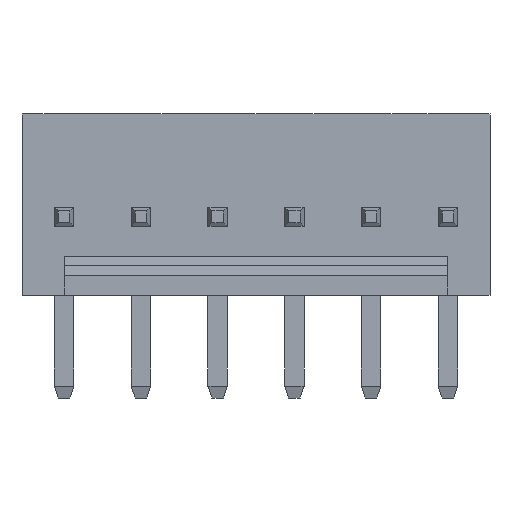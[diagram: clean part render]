
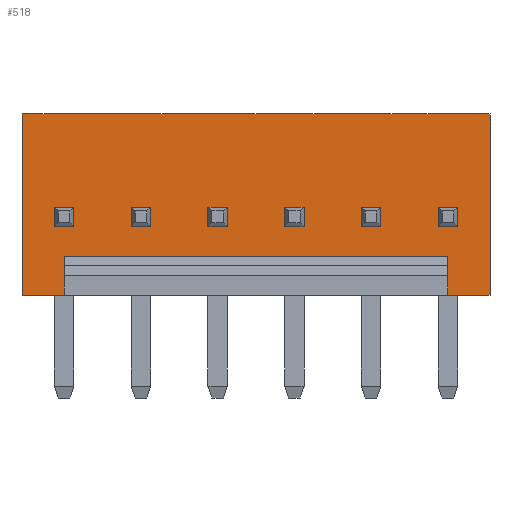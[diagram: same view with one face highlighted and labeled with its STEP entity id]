
A CAD part, front view. The second image highlights one B-rep face of the part: STEP entity #518.
In plain terms, the highlighted planar face has unit normal (0, -1, 0).
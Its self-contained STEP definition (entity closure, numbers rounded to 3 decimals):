
#518=ADVANCED_FACE('',(#983),#985,.T.);
#983=FACE_BOUND('',#984,.T.);
#984=EDGE_LOOP('',(#1362,#1363,#1364,#1365,#1366,#1367,#1368,#1369));
#985=PLANE('',#986);
#986=AXIS2_PLACEMENT_3D('',#987,#988,#989);
#987=CARTESIAN_POINT('',(14.095,-2.68,1.));
#988=DIRECTION('',(0.,-1.,0.));
#989=DIRECTION('',(0.,0.,1.));
#1362=ORIENTED_EDGE('',*,*,#1598,.T.);
#1363=ORIENTED_EDGE('',*,*,#1556,.T.);
#1364=ORIENTED_EDGE('',*,*,#1599,.F.);
#1365=ORIENTED_EDGE('',*,*,#1540,.F.);
#1366=ORIENTED_EDGE('',*,*,#1600,.F.);
#1367=ORIENTED_EDGE('',*,*,#1601,.F.);
#1368=ORIENTED_EDGE('',*,*,#1602,.T.);
#1369=ORIENTED_EDGE('',*,*,#1536,.F.);
#1536=EDGE_CURVE('',#1706,#1708,#1709,.F.);
#1540=EDGE_CURVE('',#1714,#1716,#1717,.F.);
#1556=EDGE_CURVE('',#1748,#1746,#1749,.T.);
#1598=EDGE_CURVE('',#1706,#1748,#1809,.T.);
#1599=EDGE_CURVE('',#1716,#1746,#1810,.T.);
#1600=EDGE_CURVE('',#1811,#1714,#1812,.T.);
#1601=EDGE_CURVE('',#1813,#1811,#1814,.T.);
#1602=EDGE_CURVE('',#1813,#1708,#1815,.T.);
#1706=VERTEX_POINT('',#1993);
#1708=VERTEX_POINT('',#1997);
#1709=LINE('',#1998,#1999);
#1714=VERTEX_POINT('',#2009);
#1716=VERTEX_POINT('',#2013);
#1717=LINE('',#2014,#2015);
#1746=VERTEX_POINT('',#2073);
#1748=VERTEX_POINT('',#2077);
#1749=LINE('',#2078,#2079);
#1809=LINE('',#2222,#2223);
#1810=LINE('',#2225,#2226);
#1811=VERTEX_POINT('',#2228);
#1812=LINE('',#2229,#2230);
#1813=VERTEX_POINT('',#2232);
#1814=LINE('',#2233,#2234);
#1815=LINE('',#2236,#2237);
#1993=CARTESIAN_POINT('',(14.095,-2.68,0.));
#1997=CARTESIAN_POINT('',(12.7,-2.68,0.));
#1998=CARTESIAN_POINT('',(12.7,-2.68,0.));
#1999=VECTOR('',#2000,1.);
#2000=DIRECTION('',(1.,0.,0.));
#2009=CARTESIAN_POINT('',(0.,-2.68,0.));
#2013=CARTESIAN_POINT('',(-1.395,-2.68,0.));
#2014=CARTESIAN_POINT('',(-1.395,-2.68,0.));
#2015=VECTOR('',#2016,1.);
#2016=DIRECTION('',(1.,0.,0.));
#2073=CARTESIAN_POINT('',(-1.395,-2.68,6.));
#2077=CARTESIAN_POINT('',(14.095,-2.68,6.));
#2078=CARTESIAN_POINT('',(14.095,-2.68,6.));
#2079=VECTOR('',#2080,1.);
#2080=DIRECTION('',(-1.,0.,0.));
#2222=CARTESIAN_POINT('',(14.095,-2.68,0.));
#2223=VECTOR('',#2224,1.);
#2224=DIRECTION('',(0.,0.,1.));
#2225=CARTESIAN_POINT('',(-1.395,-2.68,0.));
#2226=VECTOR('',#2227,1.);
#2227=DIRECTION('',(0.,0.,1.));
#2228=CARTESIAN_POINT('',(0.,-2.68,1.));
#2229=CARTESIAN_POINT('',(0.,-2.68,1.));
#2230=VECTOR('',#2231,1.);
#2231=DIRECTION('',(0.,0.,-1.));
#2232=CARTESIAN_POINT('',(12.7,-2.68,1.));
#2233=CARTESIAN_POINT('',(12.7,-2.68,1.));
#2234=VECTOR('',#2235,1.);
#2235=DIRECTION('',(-1.,0.,0.));
#2236=CARTESIAN_POINT('',(12.7,-2.68,1.));
#2237=VECTOR('',#2238,1.);
#2238=DIRECTION('',(0.,0.,-1.));
